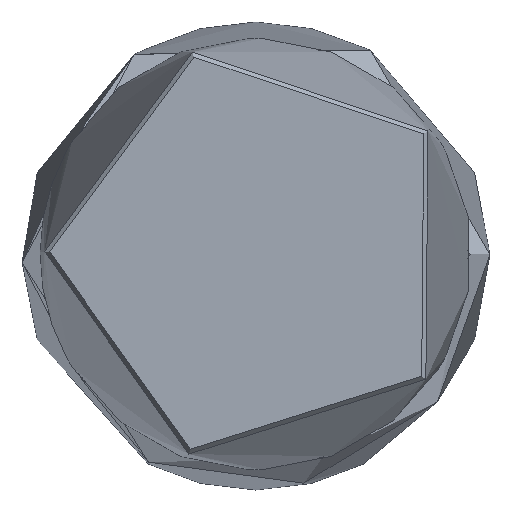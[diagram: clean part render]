
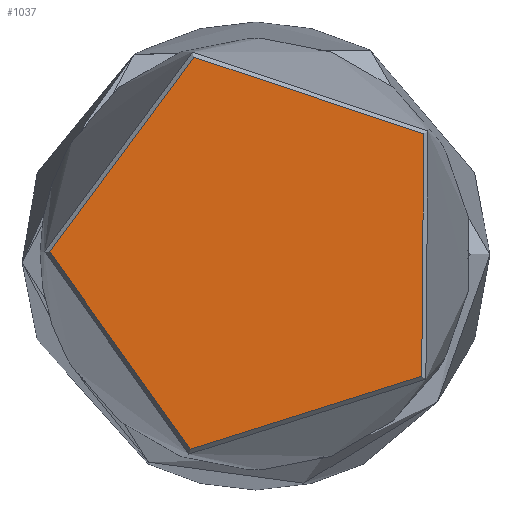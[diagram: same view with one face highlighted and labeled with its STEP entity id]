
A CAD part, top view. The second image highlights one B-rep face of the part: STEP entity #1037.
In plain terms, the highlighted planar face has unit normal (0, 0, 1).
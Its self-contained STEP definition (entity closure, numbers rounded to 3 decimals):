
#96=PLANE('',#1133);
#251=FACE_OUTER_BOUND('',#316,.T.);
#316=EDGE_LOOP('',(#774));
#393=CIRCLE('',#1132,7.929);
#465=VERTEX_POINT('',#1633);
#593=EDGE_CURVE('',#465,#465,#393,.T.);
#774=ORIENTED_EDGE('',*,*,#593,.T.);
#1037=ADVANCED_FACE('',(#251),#96,.F.);
#1132=AXIS2_PLACEMENT_3D('',#1634,#1282,#1283);
#1133=AXIS2_PLACEMENT_3D('',#1635,#1284,#1285);
#1282=DIRECTION('center_axis',(0.,0.,1.));
#1283=DIRECTION('ref_axis',(-1.,0.008,0.));
#1284=DIRECTION('center_axis',(0.,0.,-1.));
#1285=DIRECTION('ref_axis',(1.,0.,0.));
#1633=CARTESIAN_POINT('',(-7.929,0.066,60.));
#1634=CARTESIAN_POINT('Origin',(0.,0.,60.));
#1635=CARTESIAN_POINT('Origin',(0.,0.,60.));
